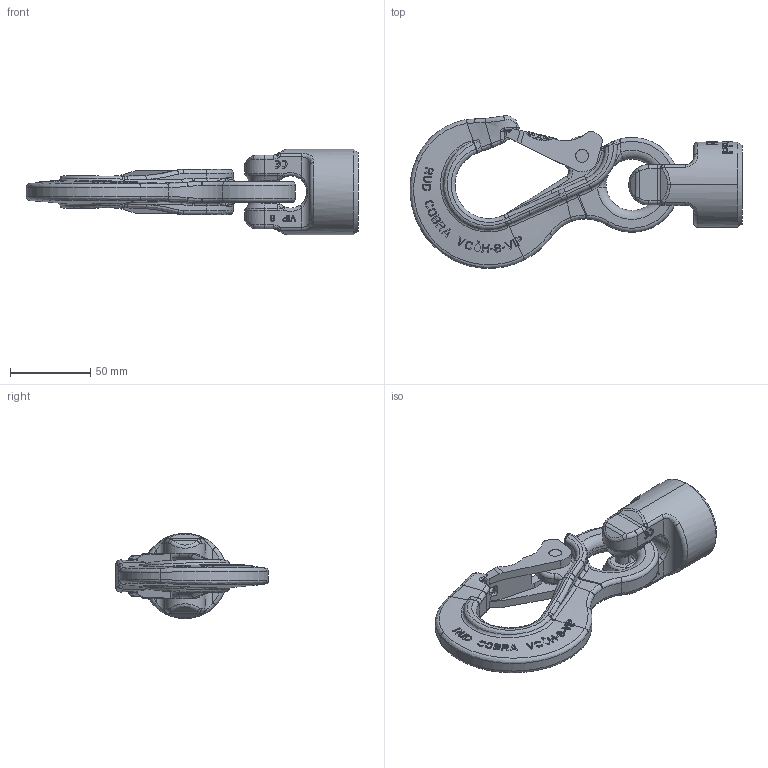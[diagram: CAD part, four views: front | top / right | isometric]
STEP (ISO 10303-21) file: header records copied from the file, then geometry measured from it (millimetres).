
FILE_DESCRIPTION((''),'2;1');
FILE_NAME('001-M31347-P-50_ASM','2019-04-29T',('anja.joas'),(''),'PRO/ENGINEER BY PARAMETRIC TECHNOLOGY CORPORATION, 2011490','PRO/ENGINEER BY PARAMETRIC TECHNOLOGY CORPORATION, 2011490','');
FILE_SCHEMA(('CONFIG_CONTROL_DESIGN'));
Length unit declared in the file: millimetre
Products named in the file (5): 001-M31347-P-20_AF0; 001-M33170-P-01; 001-M31177-001; 001-M33170-P-01_ASM; 001-M31347-P-50_ASM
Assembly tree (4 placements, depth 3):
  001-M31347-P-50_ASM
    001-M31347-P-20_AF0
    001-M33170-P-01_ASM
      001-M33170-P-01
      001-M31177-001
Bounding box: 206.38 x 94.91 x 53 mm (x, y, z)
Volume: 210030.1 mm3; surface area: 45811.4 mm2
Topology: 3 solids, 3 shells, 1342 faces, 3591 edges, 2290 vertices
Faces by surface type: plane 868, bspline 236, cylinder 146, torus 50, sphere 36, cone 6
Entity records: 58659 total; most frequent: CARTESIAN_POINT 28799, ORIENTED_EDGE 7122, DIRECTION 4779, EDGE_CURVE 3561, VERTEX_POINT 2290, AXIS2_PLACEMENT_3D 1671, B_SPLINE_CURVE_WITH_KNOTS 1570, VECTOR 1437
